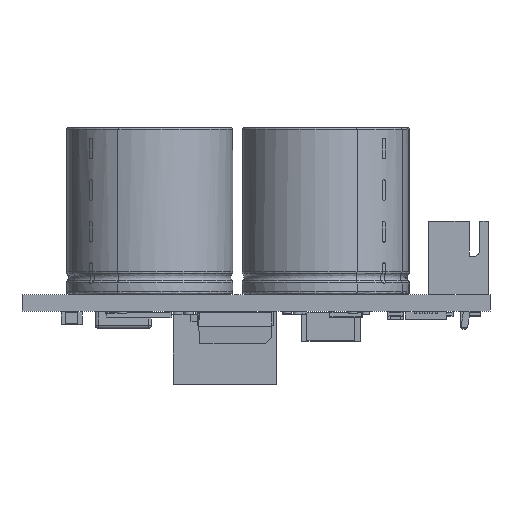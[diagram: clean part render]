
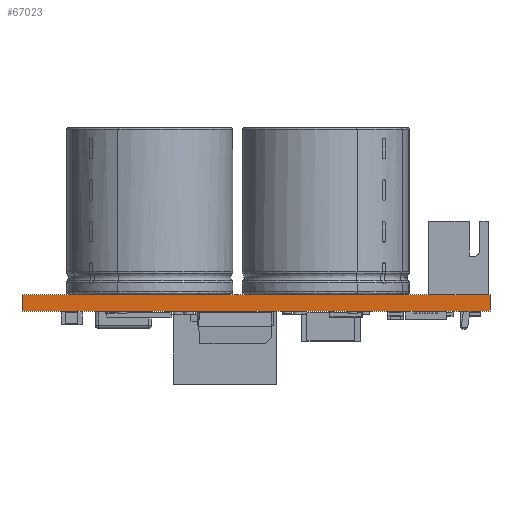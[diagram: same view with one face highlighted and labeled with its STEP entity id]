
A CAD part, front view. The second image highlights one B-rep face of the part: STEP entity #67023.
In plain terms, the highlighted planar face has unit normal (0, -1, 0).
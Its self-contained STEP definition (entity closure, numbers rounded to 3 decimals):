
#67023 = ADVANCED_FACE('',(#67024),#67038,.T.);
#67024 = FACE_BOUND('',#67025,.T.);
#67025 = EDGE_LOOP('',(#67026,#67061,#67089,#67117));
#67026 = ORIENTED_EDGE('',*,*,#67027,.T.);
#67027 = EDGE_CURVE('',#67028,#67030,#67032,.T.);
#67028 = VERTEX_POINT('',#67029);
#67029 = CARTESIAN_POINT('',(95.,-150.,0.));
#67030 = VERTEX_POINT('',#67031);
#67031 = CARTESIAN_POINT('',(95.,-150.,1.58));
#67032 = SURFACE_CURVE('',#67033,(#67037,#67049),.PCURVE_S1.);
#67033 = LINE('',#67034,#67035);
#67034 = CARTESIAN_POINT('',(95.,-150.,0.));
#67035 = VECTOR('',#67036,1.);
#67036 = DIRECTION('',(0.,0.,1.));
#67037 = PCURVE('',#67038,#67043);
#67038 = PLANE('',#67039);
#67039 = AXIS2_PLACEMENT_3D('',#67040,#67041,#67042);
#67040 = CARTESIAN_POINT('',(95.,-150.,0.));
#67041 = DIRECTION('',(0.,-1.,0.));
#67042 = DIRECTION('',(-1.,0.,0.));
#67043 = DEFINITIONAL_REPRESENTATION('',(#67044),#67048);
#67044 = LINE('',#67045,#67046);
#67045 = CARTESIAN_POINT('',(0.,-0.));
#67046 = VECTOR('',#67047,1.);
#67047 = DIRECTION('',(0.,-1.));
#67048 = ( GEOMETRIC_REPRESENTATION_CONTEXT(2) 
PARAMETRIC_REPRESENTATION_CONTEXT() REPRESENTATION_CONTEXT('2D SPACE',''
  ) );
#67049 = PCURVE('',#67050,#67055);
#67050 = PLANE('',#67051);
#67051 = AXIS2_PLACEMENT_3D('',#67052,#67053,#67054);
#67052 = CARTESIAN_POINT('',(95.,-75.,0.));
#67053 = DIRECTION('',(1.,0.,-0.));
#67054 = DIRECTION('',(0.,-1.,0.));
#67055 = DEFINITIONAL_REPRESENTATION('',(#67056),#67060);
#67056 = LINE('',#67057,#67058);
#67057 = CARTESIAN_POINT('',(75.,0.));
#67058 = VECTOR('',#67059,1.);
#67059 = DIRECTION('',(0.,-1.));
#67060 = ( GEOMETRIC_REPRESENTATION_CONTEXT(2) 
PARAMETRIC_REPRESENTATION_CONTEXT() REPRESENTATION_CONTEXT('2D SPACE',''
  ) );
#67061 = ORIENTED_EDGE('',*,*,#67062,.T.);
#67062 = EDGE_CURVE('',#67030,#67063,#67065,.T.);
#67063 = VERTEX_POINT('',#67064);
#67064 = CARTESIAN_POINT('',(50.,-150.,1.58));
#67065 = SURFACE_CURVE('',#67066,(#67070,#67077),.PCURVE_S1.);
#67066 = LINE('',#67067,#67068);
#67067 = CARTESIAN_POINT('',(95.,-150.,1.58));
#67068 = VECTOR('',#67069,1.);
#67069 = DIRECTION('',(-1.,0.,0.));
#67070 = PCURVE('',#67038,#67071);
#67071 = DEFINITIONAL_REPRESENTATION('',(#67072),#67076);
#67072 = LINE('',#67073,#67074);
#67073 = CARTESIAN_POINT('',(0.,-1.58));
#67074 = VECTOR('',#67075,1.);
#67075 = DIRECTION('',(1.,0.));
#67076 = ( GEOMETRIC_REPRESENTATION_CONTEXT(2) 
PARAMETRIC_REPRESENTATION_CONTEXT() REPRESENTATION_CONTEXT('2D SPACE',''
  ) );
#67077 = PCURVE('',#67078,#67083);
#67078 = PLANE('',#67079);
#67079 = AXIS2_PLACEMENT_3D('',#67080,#67081,#67082);
#67080 = CARTESIAN_POINT('',(72.5,-112.5,1.58));
#67081 = DIRECTION('',(-0.,-0.,-1.));
#67082 = DIRECTION('',(-1.,0.,0.));
#67083 = DEFINITIONAL_REPRESENTATION('',(#67084),#67088);
#67084 = LINE('',#67085,#67086);
#67085 = CARTESIAN_POINT('',(-22.5,-37.5));
#67086 = VECTOR('',#67087,1.);
#67087 = DIRECTION('',(1.,0.));
#67088 = ( GEOMETRIC_REPRESENTATION_CONTEXT(2) 
PARAMETRIC_REPRESENTATION_CONTEXT() REPRESENTATION_CONTEXT('2D SPACE',''
  ) );
#67089 = ORIENTED_EDGE('',*,*,#67090,.F.);
#67090 = EDGE_CURVE('',#67091,#67063,#67093,.T.);
#67091 = VERTEX_POINT('',#67092);
#67092 = CARTESIAN_POINT('',(50.,-150.,0.));
#67093 = SURFACE_CURVE('',#67094,(#67098,#67105),.PCURVE_S1.);
#67094 = LINE('',#67095,#67096);
#67095 = CARTESIAN_POINT('',(50.,-150.,0.));
#67096 = VECTOR('',#67097,1.);
#67097 = DIRECTION('',(0.,0.,1.));
#67098 = PCURVE('',#67038,#67099);
#67099 = DEFINITIONAL_REPRESENTATION('',(#67100),#67104);
#67100 = LINE('',#67101,#67102);
#67101 = CARTESIAN_POINT('',(45.,0.));
#67102 = VECTOR('',#67103,1.);
#67103 = DIRECTION('',(0.,-1.));
#67104 = ( GEOMETRIC_REPRESENTATION_CONTEXT(2) 
PARAMETRIC_REPRESENTATION_CONTEXT() REPRESENTATION_CONTEXT('2D SPACE',''
  ) );
#67105 = PCURVE('',#67106,#67111);
#67106 = PLANE('',#67107);
#67107 = AXIS2_PLACEMENT_3D('',#67108,#67109,#67110);
#67108 = CARTESIAN_POINT('',(50.,-150.,0.));
#67109 = DIRECTION('',(-1.,0.,0.));
#67110 = DIRECTION('',(0.,1.,0.));
#67111 = DEFINITIONAL_REPRESENTATION('',(#67112),#67116);
#67112 = LINE('',#67113,#67114);
#67113 = CARTESIAN_POINT('',(0.,0.));
#67114 = VECTOR('',#67115,1.);
#67115 = DIRECTION('',(0.,-1.));
#67116 = ( GEOMETRIC_REPRESENTATION_CONTEXT(2) 
PARAMETRIC_REPRESENTATION_CONTEXT() REPRESENTATION_CONTEXT('2D SPACE',''
  ) );
#67117 = ORIENTED_EDGE('',*,*,#67118,.F.);
#67118 = EDGE_CURVE('',#67028,#67091,#67119,.T.);
#67119 = SURFACE_CURVE('',#67120,(#67124,#67131),.PCURVE_S1.);
#67120 = LINE('',#67121,#67122);
#67121 = CARTESIAN_POINT('',(95.,-150.,0.));
#67122 = VECTOR('',#67123,1.);
#67123 = DIRECTION('',(-1.,0.,0.));
#67124 = PCURVE('',#67038,#67125);
#67125 = DEFINITIONAL_REPRESENTATION('',(#67126),#67130);
#67126 = LINE('',#67127,#67128);
#67127 = CARTESIAN_POINT('',(0.,-0.));
#67128 = VECTOR('',#67129,1.);
#67129 = DIRECTION('',(1.,0.));
#67130 = ( GEOMETRIC_REPRESENTATION_CONTEXT(2) 
PARAMETRIC_REPRESENTATION_CONTEXT() REPRESENTATION_CONTEXT('2D SPACE',''
  ) );
#67131 = PCURVE('',#67132,#67137);
#67132 = PLANE('',#67133);
#67133 = AXIS2_PLACEMENT_3D('',#67134,#67135,#67136);
#67134 = CARTESIAN_POINT('',(72.5,-112.5,0.));
#67135 = DIRECTION('',(-0.,-0.,-1.));
#67136 = DIRECTION('',(-1.,0.,0.));
#67137 = DEFINITIONAL_REPRESENTATION('',(#67138),#67142);
#67138 = LINE('',#67139,#67140);
#67139 = CARTESIAN_POINT('',(-22.5,-37.5));
#67140 = VECTOR('',#67141,1.);
#67141 = DIRECTION('',(1.,0.));
#67142 = ( GEOMETRIC_REPRESENTATION_CONTEXT(2) 
PARAMETRIC_REPRESENTATION_CONTEXT() REPRESENTATION_CONTEXT('2D SPACE',''
  ) );
